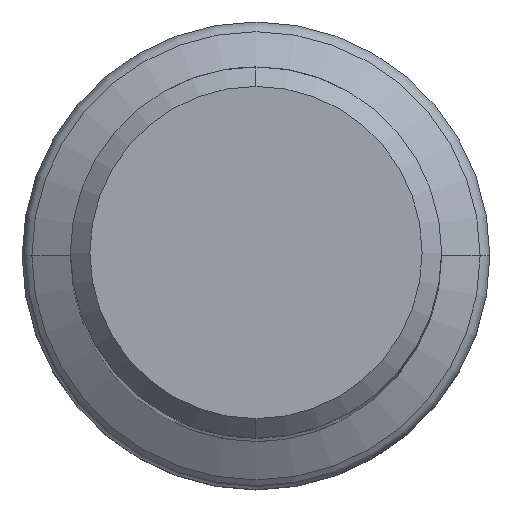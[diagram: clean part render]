
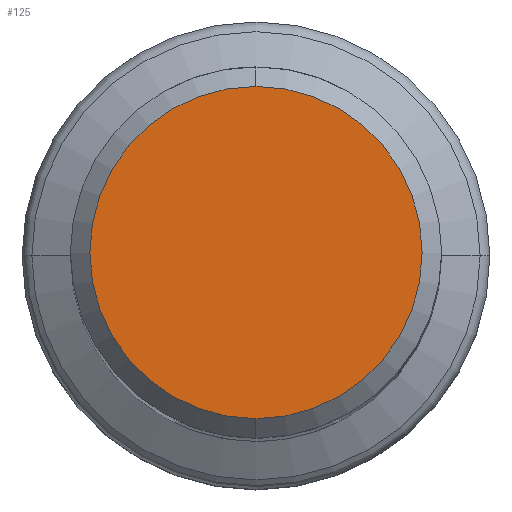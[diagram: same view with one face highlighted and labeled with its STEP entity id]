
A CAD part, top view. The second image highlights one B-rep face of the part: STEP entity #125.
In plain terms, the highlighted planar face has unit normal (0, 0, 1).
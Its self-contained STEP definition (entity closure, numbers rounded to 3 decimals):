
#125=ADVANCED_FACE('',(#158),#140,.T.);
#140=PLANE('',#528);
#158=FACE_OUTER_BOUND('',#186,.T.);
#186=EDGE_LOOP('',(#276,#277));
#276=ORIENTED_EDGE('',*,*,#417,.T.);
#277=ORIENTED_EDGE('',*,*,#383,.T.);
#340=VERTEX_POINT('',#739);
#341=VERTEX_POINT('',#740);
#383=EDGE_CURVE('',#340,#341,#441,.T.);
#417=EDGE_CURVE('',#341,#340,#451,.T.);
#441=CIRCLE('',#510,8.525);
#451=CIRCLE('',#527,8.525);
#510=AXIS2_PLACEMENT_3D('',#738,#600,#601);
#527=AXIS2_PLACEMENT_3D('',#826,#650,#651);
#528=AXIS2_PLACEMENT_3D('',#827,#652,#653);
#600=DIRECTION('',(0.,0.,1.));
#601=DIRECTION('',(0.,1.,0.));
#650=DIRECTION('',(0.,0.,1.));
#651=DIRECTION('',(0.,1.,0.));
#652=DIRECTION('',(0.,0.,1.));
#653=DIRECTION('',(-1.,0.,0.));
#738=CARTESIAN_POINT('',(0.,0.,0.));
#739=CARTESIAN_POINT('',(0.,8.525,0.));
#740=CARTESIAN_POINT('',(0.,-8.525,0.));
#826=CARTESIAN_POINT('',(0.,0.,0.));
#827=CARTESIAN_POINT('',(0.,12.,0.));
